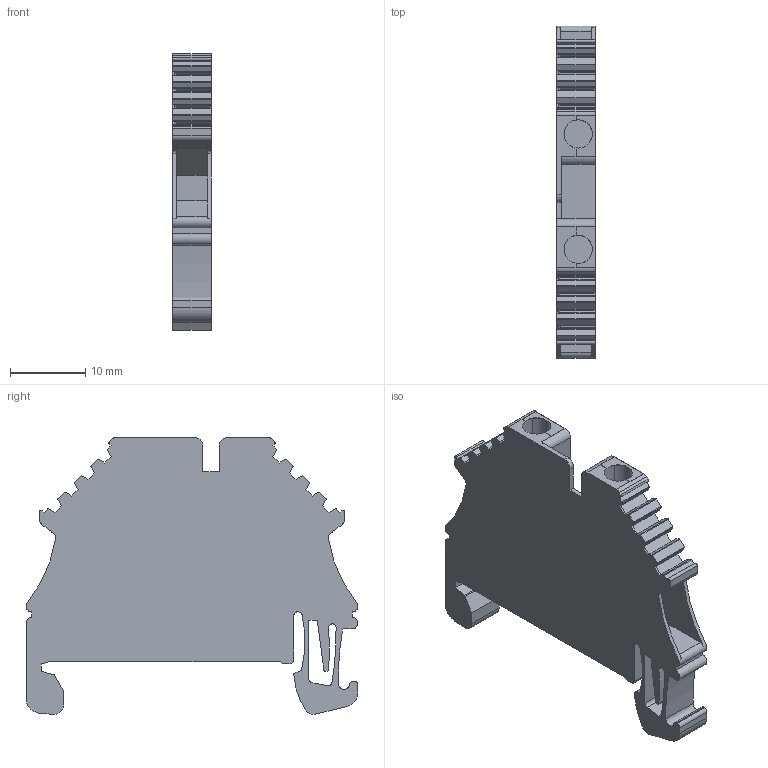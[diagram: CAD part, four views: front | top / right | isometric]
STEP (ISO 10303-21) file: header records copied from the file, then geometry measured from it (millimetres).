
FILE_DESCRIPTION(('CATIA V5 STEP Exchange','CAx-IF Rec.Pracs.--- Model Styling and Organization---1.4--- 2014-01-23'),'2;1');
FILE_NAME ('D1462032_0', '2020-01-13T08:33:57+00:00', ('none'), ('Weidmueller'), 'CATIA Version 5-6 Release 2016 SP3 HF44', 'CATIA V5 STEP AP214', 'none');
FILE_SCHEMA(('AUTOMOTIVE_DESIGN { 1 0 10303 214 1 1 1 1 }'));
Length unit declared in the file: millimetre
Products named in the file (1): 2429780000_WDU_2-5N_GE-SW
Bounding box: 5.12 x 44 x 36.7 mm (x, y, z)
Volume: 4592.4 mm3; surface area: 4158.5 mm2
Topology: 3 solids, 4 shells, 279 faces, 815 edges, 546 vertices
Faces by surface type: plane 204, cylinder 63, extrusion 12
Entity records: 8842 total; most frequent: CARTESIAN_POINT 1689, ORIENTED_EDGE 1630, DIRECTION 1217, EDGE_CURVE 815, VECTOR 669, LINE 657, VERTEX_POINT 546, AXIS2_PLACEMENT_3D 342
